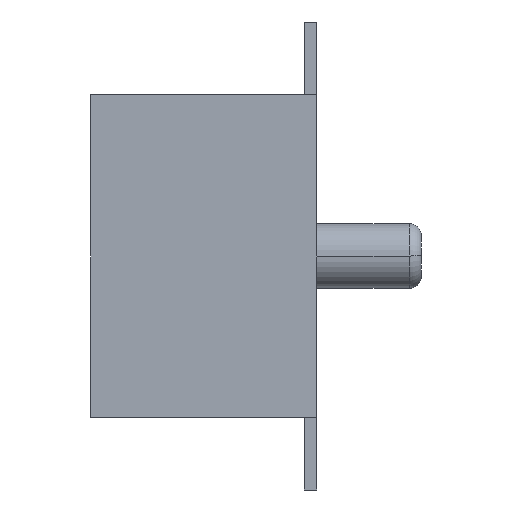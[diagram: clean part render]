
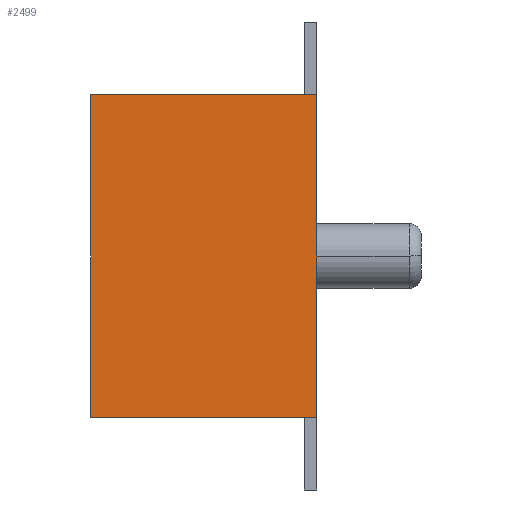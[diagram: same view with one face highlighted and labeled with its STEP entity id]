
A CAD part, left-side view. The second image highlights one B-rep face of the part: STEP entity #2499.
In plain terms, the highlighted face is planar.
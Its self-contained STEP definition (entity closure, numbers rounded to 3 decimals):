
#77 = EDGE_CURVE ( 'NONE', #181, #275, #3903, .T. ) ;
#86 = VERTEX_POINT ( 'NONE', #1774 ) ;
#153 = CARTESIAN_POINT ( 'NONE',  ( 2., 2.8, -4. ) ) ;
#181 = VERTEX_POINT ( 'NONE', #2164 ) ;
#275 = VERTEX_POINT ( 'NONE', #475 ) ;
#282 = ORIENTED_EDGE ( 'NONE', *, *, #748, .T. ) ;
#321 = VECTOR ( 'NONE', #719, 1000. ) ;
#398 = LINE ( 'NONE', #153, #321 ) ;
#475 = CARTESIAN_POINT ( 'NONE',  ( -2., 0., -4. ) ) ;
#719 = DIRECTION ( 'NONE',  ( 0., -1., 0. ) ) ;
#734 = ORIENTED_EDGE ( 'NONE', *, *, #2410, .F. ) ;
#748 = EDGE_CURVE ( 'NONE', #86, #3201, #398, .T. ) ;
#842 = CARTESIAN_POINT ( 'NONE',  ( 2., 0., -4. ) ) ;
#1046 = DIRECTION ( 'NONE',  ( 1., 0., 0. ) ) ;
#1461 = CARTESIAN_POINT ( 'NONE',  ( 2., 0., -4. ) ) ;
#1690 = DIRECTION ( 'NONE',  ( 0., 0., 1. ) ) ;
#1774 = CARTESIAN_POINT ( 'NONE',  ( 2., 2.8, -4. ) ) ;
#1807 = DIRECTION ( 'NONE',  ( -1., 0., 0. ) ) ;
#1867 = VECTOR ( 'NONE', #3971, 1000. ) ;
#2109 = CARTESIAN_POINT ( 'NONE',  ( 2., 2.8, -4. ) ) ;
#2164 = CARTESIAN_POINT ( 'NONE',  ( -2., 2.8, -4. ) ) ;
#2288 = PLANE ( 'NONE',  #2844 ) ;
#2410 = EDGE_CURVE ( 'NONE', #86, #181, #2421, .T. ) ;
#2421 = LINE ( 'NONE', #2109, #3473 ) ;
#2499 = ADVANCED_FACE ( 'NONE', ( #2633 ), #2288, .F. ) ;
#2501 = ORIENTED_EDGE ( 'NONE', *, *, #77, .F. ) ;
#2633 = FACE_OUTER_BOUND ( 'NONE', #3863, .T. ) ;
#2701 = DIRECTION ( 'NONE',  ( 0., -1., 0. ) ) ;
#2716 = LINE ( 'NONE', #842, #1867 ) ;
#2725 = CARTESIAN_POINT ( 'NONE',  ( -2., 2.8, -4. ) ) ;
#2844 = AXIS2_PLACEMENT_3D ( 'NONE', #3853, #1690, #1046 ) ;
#3085 = EDGE_CURVE ( 'NONE', #3201, #275, #2716, .T. ) ;
#3201 = VERTEX_POINT ( 'NONE', #1461 ) ;
#3473 = VECTOR ( 'NONE', #1807, 1000. ) ;
#3750 = VECTOR ( 'NONE', #2701, 1000. ) ;
#3853 = CARTESIAN_POINT ( 'NONE',  ( 2., 2.8, -4. ) ) ;
#3863 = EDGE_LOOP ( 'NONE', ( #3953, #2501, #734, #282 ) ) ;
#3903 = LINE ( 'NONE', #2725, #3750 ) ;
#3953 = ORIENTED_EDGE ( 'NONE', *, *, #3085, .T. ) ;
#3971 = DIRECTION ( 'NONE',  ( -1., 0., 0. ) ) ;
